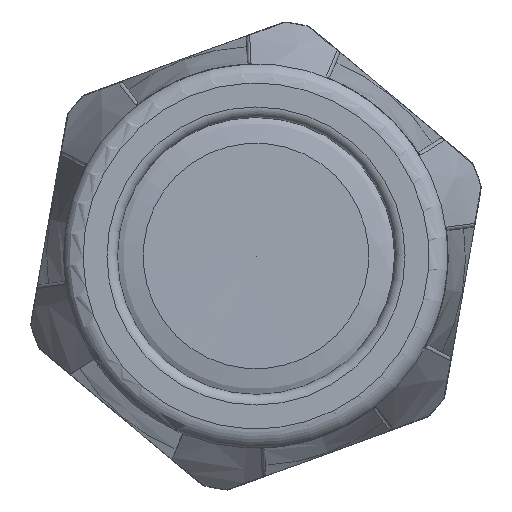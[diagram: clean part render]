
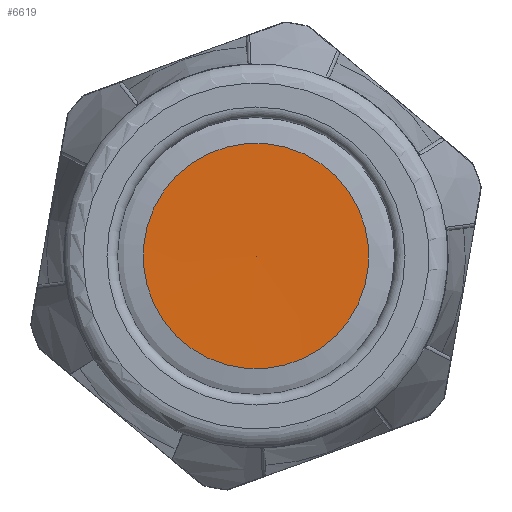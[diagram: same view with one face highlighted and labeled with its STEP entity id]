
A CAD part, left-side view. The second image highlights one B-rep face of the part: STEP entity #6619.
In plain terms, the highlighted conical face has half-angle 89.714 degrees and reference radius 16.1 mm.
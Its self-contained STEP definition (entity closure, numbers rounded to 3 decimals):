
#253=CONICAL_SURFACE('',#7433,16.1,89.714);
#1693=FACE_OUTER_BOUND('',#2112,.T.);
#2112=EDGE_LOOP('',(#6191));
#2533=CIRCLE('',#7431,16.1);
#3330=VERTEX_POINT('',#16761);
#4287=EDGE_CURVE('',#3330,#3330,#2533,.T.);
#6191=ORIENTED_EDGE('',*,*,#4287,.T.);
#6619=ADVANCED_FACE('',(#1693),#253,.F.);
#7431=AXIS2_PLACEMENT_3D('',#16762,#9329,#9330);
#7433=AXIS2_PLACEMENT_3D('',#16765,#9333,#9334);
#9329=DIRECTION('center_axis',(-1.,0.,0.));
#9330=DIRECTION('ref_axis',(0.,0.,1.));
#9333=DIRECTION('center_axis',(-1.,0.,0.));
#9334=DIRECTION('ref_axis',(0.,1.,0.));
#16761=CARTESIAN_POINT('',(-4.47,16.1,0.));
#16762=CARTESIAN_POINT('Origin',(-4.47,0.,0.));
#16765=CARTESIAN_POINT('Origin',(-4.47,0.,0.));
